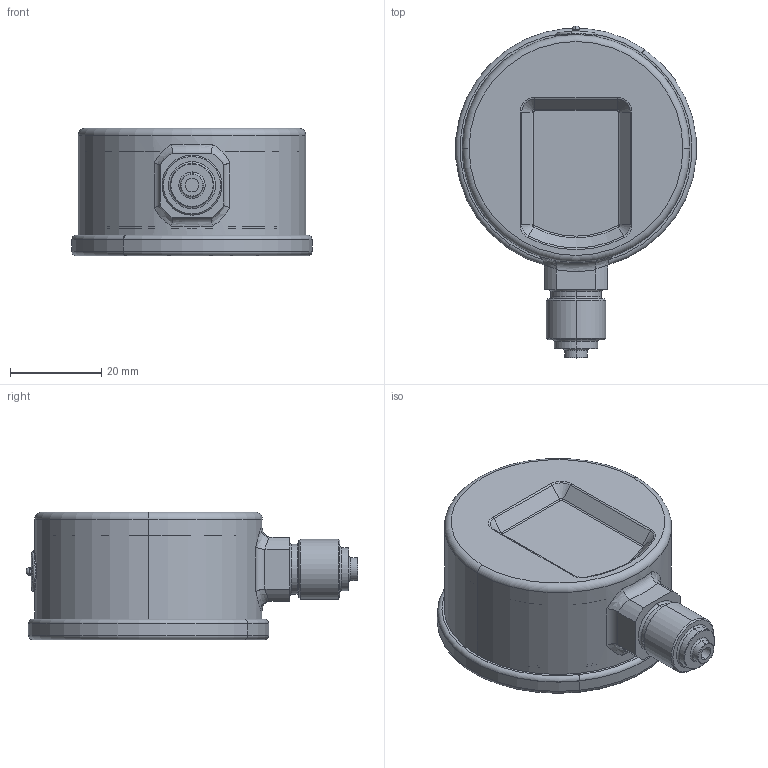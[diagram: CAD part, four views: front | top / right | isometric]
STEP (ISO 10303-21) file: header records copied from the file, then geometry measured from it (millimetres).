
FILE_DESCRIPTION (( 'STEP AP214' ), '1' );
FILE_NAME ('MM05_G1-4 zoll-(50mm)_Radial.STEP', '2023-11-20T09:32:58', ( '' ), ( '' ), 'SwSTEP 2.0', 'SolidWorks 2021', '' );
FILE_SCHEMA (( 'AUTOMOTIVE_DESIGN' ));
Length unit declared in the file: metre
Products named in the file (1): MM05_G1-4 zoll-(50mm)_Radial
Bounding box: 52.82 x 72.94 x 28 mm (x, y, z)
Volume: 11506.4 mm3; surface area: 24248.9 mm2
Topology: 9 solids, 9 shells, 697 faces, 1745 edges, 1137 vertices
Faces by surface type: plane 457, cylinder 114, bspline 51, torus 50, cone 19, sphere 6
Entity records: 30928 total; most frequent: CARTESIAN_POINT 6579, ORIENTED_EDGE 3474, DIRECTION 3245, EDGE_CURVE 1737, VECTOR 1267, LINE 1267, VERTEX_POINT 1135, AXIS2_PLACEMENT_3D 989
